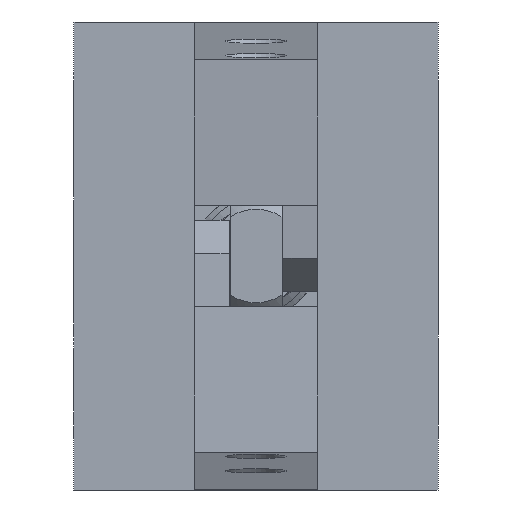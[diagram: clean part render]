
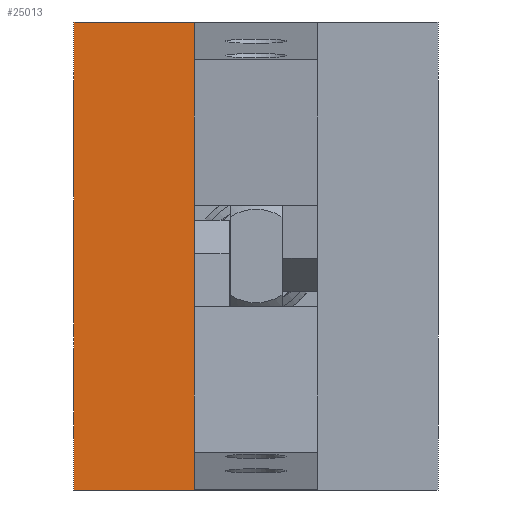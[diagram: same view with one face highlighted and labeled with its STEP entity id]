
A CAD part, front view. The second image highlights one B-rep face of the part: STEP entity #25013.
In plain terms, the highlighted planar face has unit normal (0, -1, 0).
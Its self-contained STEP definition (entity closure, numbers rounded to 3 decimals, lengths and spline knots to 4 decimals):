
#1216=PLANE($,#25877);
#2596=FACE_OUTER_BOUND($,#4264,.T.);
#4264=EDGE_LOOP($,(#22745,#22746,#22747,#22748,#22749,#22750,#22751,#22752));
#4997=LINE($,#33480,#6794);
#6007=LINE($,#49026,#7804);
#6072=LINE($,#49374,#7869);
#6077=LINE($,#49383,#7874);
#6078=LINE($,#49386,#7875);
#6082=LINE($,#49393,#7879);
#6138=LINE($,#50126,#7935);
#6141=LINE($,#50136,#7938);
#6794=VECTOR($,#27007,4.5);
#7804=VECTOR($,#28481,1.4034);
#7869=VECTOR($,#28642,0.1194);
#7874=VECTOR($,#28647,1.4544);
#7875=VECTOR($,#28650,0.1194);
#7879=VECTOR($,#28656,1.4034);
#7935=VECTOR($,#29238,1.1575);
#7938=VECTOR($,#29251,1.1575);
#10110=VERTEX_POINT($,#33476);
#10112=VERTEX_POINT($,#33479);
#11657=VERTEX_POINT($,#49024);
#11658=VERTEX_POINT($,#49025);
#11724=VERTEX_POINT($,#49371);
#11725=VERTEX_POINT($,#49373);
#11729=VERTEX_POINT($,#49381);
#11730=VERTEX_POINT($,#49385);
#12864=EDGE_CURVE($,#10110,#10112,#4997,.T.);
#15203=EDGE_CURVE($,#11657,#11658,#6007,.T.);
#15289=EDGE_CURVE($,#11725,#11724,#6072,.T.);
#15294=EDGE_CURVE($,#11658,#11729,#6077,.T.);
#15295=EDGE_CURVE($,#11730,#11657,#6078,.T.);
#15299=EDGE_CURVE($,#11729,#11725,#6082,.T.);
#15498=EDGE_CURVE($,#11730,#10110,#6138,.T.);
#15503=EDGE_CURVE($,#10112,#11724,#6141,.T.);
#22745=ORIENTED_EDGE($,*,*,#15295,.T.);
#22746=ORIENTED_EDGE($,*,*,#15203,.T.);
#22747=ORIENTED_EDGE($,*,*,#15294,.T.);
#22748=ORIENTED_EDGE($,*,*,#15299,.T.);
#22749=ORIENTED_EDGE($,*,*,#15289,.T.);
#22750=ORIENTED_EDGE($,*,*,#15503,.F.);
#22751=ORIENTED_EDGE($,*,*,#12864,.F.);
#22752=ORIENTED_EDGE($,*,*,#15498,.F.);
#25013=ADVANCED_FACE($,(#2596),#1216,.F.);
#25877=AXIS2_PLACEMENT_3D($,#50243,#29375,#29376);
#27007=DIRECTION($,(0.,0.,1.));
#28481=DIRECTION($,(0.,0.,1.));
#28642=DIRECTION($,(0.,0.,1.));
#28647=DIRECTION($,(0.,0.,1.));
#28650=DIRECTION($,(0.,0.,1.));
#28656=DIRECTION($,(0.,0.,1.));
#29238=DIRECTION($,(-1.,0.,0.));
#29251=DIRECTION($,(1.,0.,0.));
#29375=DIRECTION('center_axis',(0.,1.,0.));
#29376=DIRECTION('ref_axis',(0.,0.,1.));
#33476=CARTESIAN_POINT('',(-1.75,-1.86,-2.25));
#33479=CARTESIAN_POINT('',(-1.75,-1.86,2.25));
#33480=CARTESIAN_POINT($,(-1.75,-1.86,-2.25));
#49024=CARTESIAN_POINT('',(-0.5925,-1.86,-2.1306));
#49025=CARTESIAN_POINT('',(-0.5925,-1.86,-0.7272));
#49026=CARTESIAN_POINT($,(-0.5925,-1.86,-2.1306));
#49371=CARTESIAN_POINT('',(-0.5925,-1.86,2.25));
#49373=CARTESIAN_POINT('',(-0.5925,-1.86,2.1306));
#49374=CARTESIAN_POINT($,(-0.5925,-1.86,2.1306));
#49381=CARTESIAN_POINT('',(-0.5925,-1.86,0.7272));
#49383=CARTESIAN_POINT($,(-0.5925,-1.86,-0.7272));
#49385=CARTESIAN_POINT('',(-0.5925,-1.86,-2.25));
#49386=CARTESIAN_POINT($,(-0.5925,-1.86,-2.25));
#49393=CARTESIAN_POINT($,(-0.5925,-1.86,0.7272));
#50126=CARTESIAN_POINT($,(-0.5925,-1.86,-2.25));
#50136=CARTESIAN_POINT($,(-1.75,-1.86,2.25));
#50243=CARTESIAN_POINT('Origin',(0.,-1.86,0.));
